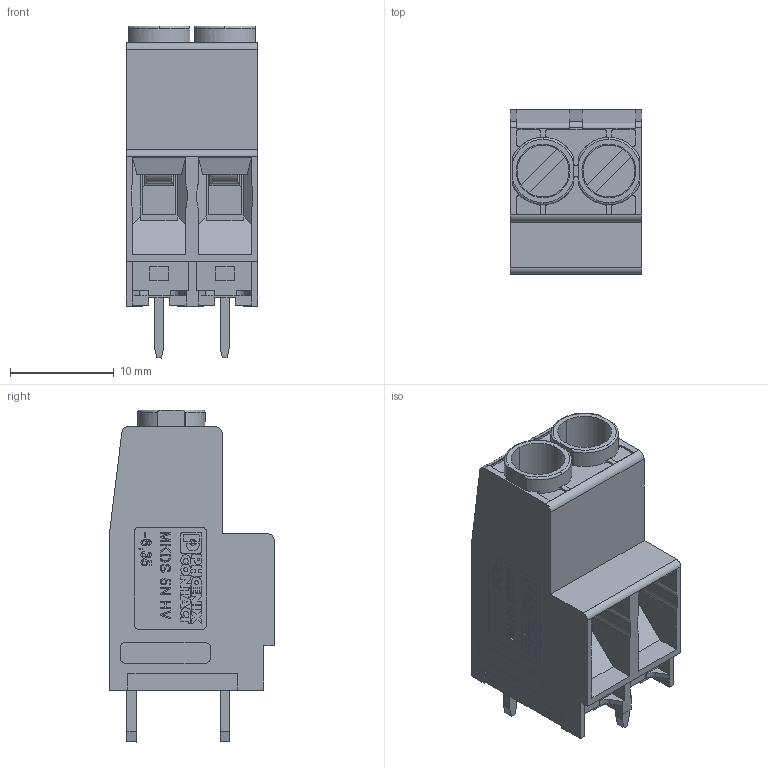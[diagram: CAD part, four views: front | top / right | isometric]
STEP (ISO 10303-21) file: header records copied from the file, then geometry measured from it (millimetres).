
FILE_DESCRIPTION(('STEP AP242'),'1');
FILE_NAME('1777545.stp','2024-09-03T04:01:05',('TraceParts'),('TraceParts S.A.'),'Spatial InterOp 3D',' ',' ');
FILE_SCHEMA(('AP242_MANAGED_MODEL_BASED_3D_ENGINEERING_MIM_LF {1 0 10303 442 1 1 4}'));
Length unit declared in the file: millimetre
Products named in the file (1): 1777545_1
Bounding box: 12.7 x 15.85 x 32 mm (x, y, z)
Volume: 2784.4 mm3; surface area: 4698.9 mm2
Topology: 7 solids, 7 shells, 1311 faces, 3736 edges, 2483 vertices
Faces by surface type: plane 1043, cylinder 260, torus 8
Entity records: 70969 total; most frequent: CARTESIAN_POINT 8263, ORIENTED_EDGE 7472, DIRECTION 6880, STYLED_ITEM 4801, PRESENTATION_STYLE_ASSIGNMENT 4801, COLOUR_RGB 4801, EDGE_CURVE 3736, CURVE_STYLE 3483
